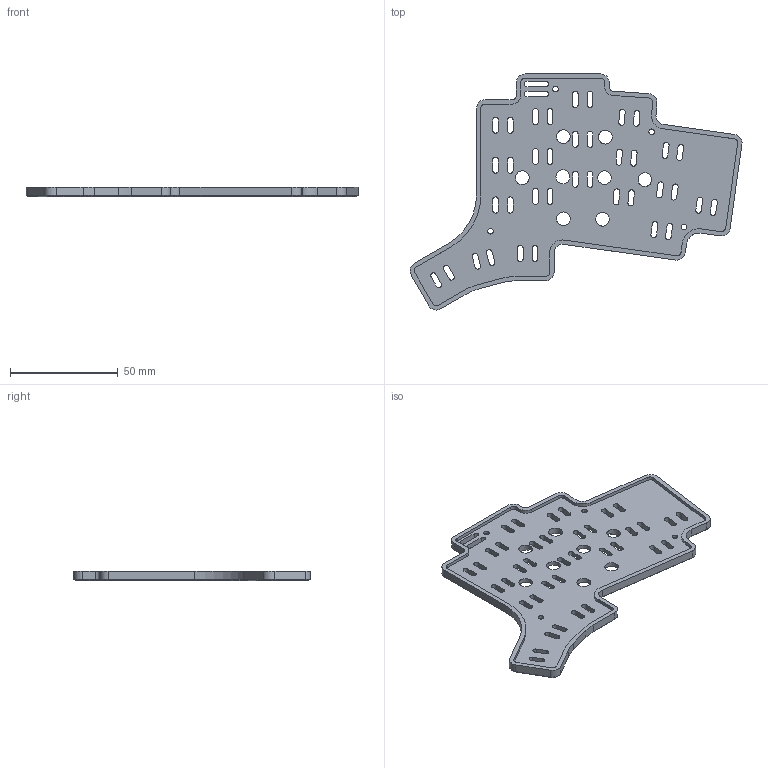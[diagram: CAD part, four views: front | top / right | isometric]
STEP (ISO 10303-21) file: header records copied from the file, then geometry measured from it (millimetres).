
FILE_DESCRIPTION(/* description */ (''),/* implementation_level */ '2;1');
FILE_NAME(/* name */ 'MUSUBI_REV2_RIGHT.step',/* time_stamp */ '2023-01-14T04:46:29-05:00',/* author */ (''),/* organization */ (''),/* preprocessor_version */ 'ST-DEVELOPER v19.2',/* originating_system */ 'Autodesk Translation Framework v11.17.0.187',/* authorisation */ '');
FILE_SCHEMA (('AUTOMOTIVE_DESIGN { 1 0 10303 214 3 1 1 }'));
Length unit declared in the file: millimetre
Products named in the file (1): MUSUBI_REV2
Bounding box: 153.97 x 109.55 x 4.6 mm (x, y, z)
Volume: 25628.1 mm3; surface area: 22632 mm2
Topology: 1 solids, 1 shells, 322 faces, 930 edges, 608 vertices
Faces by surface type: plane 166, cylinder 138, cone 18
Full cylindrical faces by diameter (mm): 2.6 x4, 6.4 x8
Entity records: 10853 total; most frequent: DIRECTION 1882, CARTESIAN_POINT 1861, ORIENTED_EDGE 1860, EDGE_CURVE 930, AXIS2_PLACEMENT_3D 629, LINE 624, VECTOR 624, VERTEX_POINT 608
